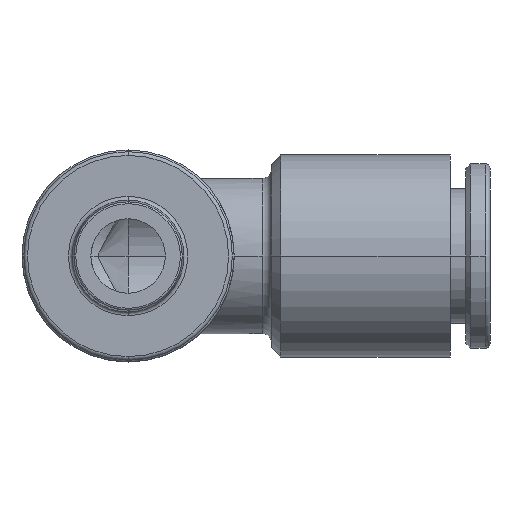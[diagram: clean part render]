
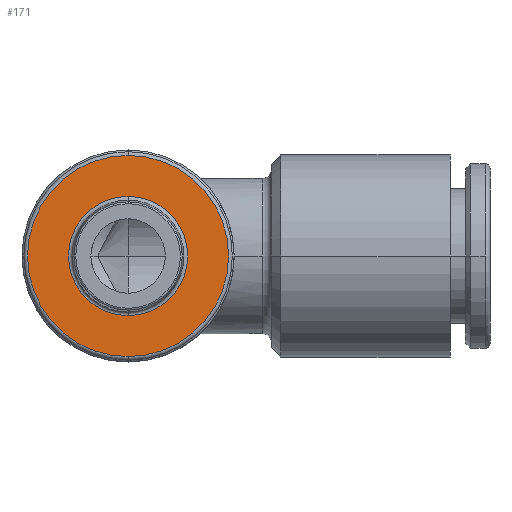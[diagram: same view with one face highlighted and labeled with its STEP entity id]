
A CAD part, front view. The second image highlights one B-rep face of the part: STEP entity #171.
In plain terms, the highlighted planar face has unit normal (0, -1, 0).
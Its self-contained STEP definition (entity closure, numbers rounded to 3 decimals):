
#171=ADVANCED_FACE('',(#456,#457),#458,.T.);
#456=FACE_OUTER_BOUND('',#771,.T.);
#457=FACE_BOUND('',#772,.T.);
#458=PLANE('',#773);
#771=EDGE_LOOP('',(#1787,#1788,#1789));
#772=EDGE_LOOP('',(#1790,#1791,#1792));
#773=AXIS2_PLACEMENT_3D('',#1793,#1794,#1795);
#1787=ORIENTED_EDGE('',*,*,#2311,.F.);
#1788=ORIENTED_EDGE('',*,*,#2312,.F.);
#1789=ORIENTED_EDGE('',*,*,#2082,.F.);
#1790=ORIENTED_EDGE('',*,*,#2089,.T.);
#1791=ORIENTED_EDGE('',*,*,#2310,.T.);
#1792=ORIENTED_EDGE('',*,*,#2090,.T.);
#1793=CARTESIAN_POINT('',(-4.3,15.5,0.0));
#1794=DIRECTION('',(0.0,-1.0,-0.0));
#1795=DIRECTION('',(1.0,0.0,0.0));
#2082=EDGE_CURVE('',#2508,#2510,#2511,.T.);
#2089=EDGE_CURVE('',#2524,#2522,#2525,.T.);
#2090=EDGE_CURVE('',#2516,#2524,#2526,.T.);
#2310=EDGE_CURVE('',#2522,#2516,#2869,.T.);
#2311=EDGE_CURVE('',#2870,#2508,#2871,.T.);
#2312=EDGE_CURVE('',#2510,#2870,#2872,.T.);
#2508=VERTEX_POINT('',#3145);
#2510=VERTEX_POINT('',#3147);
#2511=CIRCLE('',#3148,5.4);
#2516=VERTEX_POINT('',#3153);
#2522=VERTEX_POINT('',#3159);
#2524=VERTEX_POINT('',#3161);
#2525=CIRCLE('',#3162,3.2);
#2526=CIRCLE('',#3163,3.2);
#2869=CIRCLE('',#3962,3.2);
#2870=VERTEX_POINT('',#3963);
#2871=CIRCLE('',#3964,5.4);
#2872=CIRCLE('',#3965,5.4);
#3145=CARTESIAN_POINT('',(0.,15.5,5.4));
#3147=CARTESIAN_POINT('',(0.,15.5,-5.4));
#3148=AXIS2_PLACEMENT_3D('',#4210,#4211,#4212);
#3153=CARTESIAN_POINT('',(0.,15.5,-3.2));
#3159=CARTESIAN_POINT('',(0.,15.5,3.2));
#3161=CARTESIAN_POINT('',(-3.2,15.5,0.0));
#3162=AXIS2_PLACEMENT_3D('',#4231,#4232,#4233);
#3163=AXIS2_PLACEMENT_3D('',#4234,#4235,#4236);
#3962=AXIS2_PLACEMENT_3D('',#4677,#4678,#4679);
#3963=CARTESIAN_POINT('',(-5.4,15.5,0.0));
#3964=AXIS2_PLACEMENT_3D('',#4680,#4681,#4682);
#3965=AXIS2_PLACEMENT_3D('',#4683,#4684,#4685);
#4210=CARTESIAN_POINT('',(0.0,15.5,0.0));
#4211=DIRECTION('',(0.0,1.0,0.0));
#4212=DIRECTION('',(-1.0,0.0,0.0));
#4231=CARTESIAN_POINT('',(0.0,15.5,0.0));
#4232=DIRECTION('',(0.0,1.0,0.0));
#4233=DIRECTION('',(-1.0,0.0,0.0));
#4234=CARTESIAN_POINT('',(0.0,15.5,0.0));
#4235=DIRECTION('',(0.0,1.0,0.0));
#4236=DIRECTION('',(-1.0,0.0,0.0));
#4677=CARTESIAN_POINT('',(0.0,15.5,0.0));
#4678=DIRECTION('',(0.0,1.0,0.0));
#4679=DIRECTION('',(-1.0,0.0,0.0));
#4680=CARTESIAN_POINT('',(0.0,15.5,0.0));
#4681=DIRECTION('',(0.0,1.0,0.0));
#4682=DIRECTION('',(-1.0,0.0,0.0));
#4683=CARTESIAN_POINT('',(0.0,15.5,0.0));
#4684=DIRECTION('',(0.0,1.0,0.0));
#4685=DIRECTION('',(-1.0,0.0,0.0));
